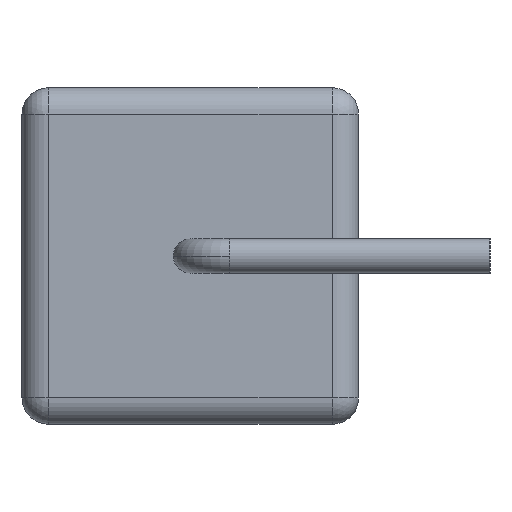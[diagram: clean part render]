
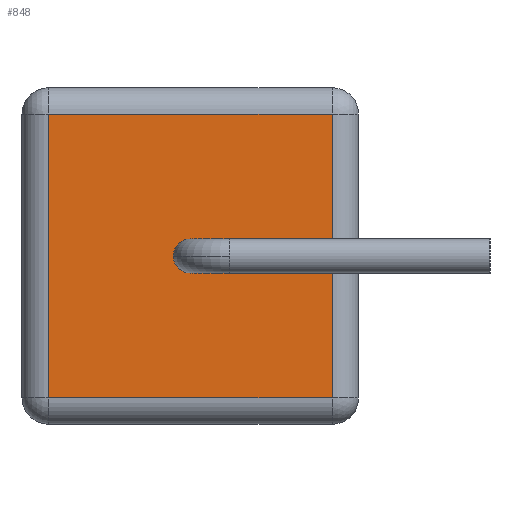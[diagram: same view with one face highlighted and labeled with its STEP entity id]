
A CAD part, left-side view. The second image highlights one B-rep face of the part: STEP entity #848.
In plain terms, the highlighted planar face has unit normal (-1, 0, 0).
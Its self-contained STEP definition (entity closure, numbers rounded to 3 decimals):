
#21 = ORIENTED_EDGE ( 'NONE', *, *, #625, .T. ) ;
#22 = DIRECTION ( 'NONE',  ( 0., -1., 0. ) ) ;
#25 = LINE ( 'NONE', #66, #206 ) ;
#53 = ORIENTED_EDGE ( 'NONE', *, *, #548, .T. ) ;
#61 = FACE_BOUND ( 'NONE', #562, .T. ) ;
#66 = CARTESIAN_POINT ( 'NONE',  ( -19., 1., 3.2 ) ) ;
#76 = DIRECTION ( 'NONE',  ( 0., 1., 0. ) ) ;
#80 = LINE ( 'NONE', #595, #430 ) ;
#129 = EDGE_CURVE ( 'NONE', #372, #531, #25, .T. ) ;
#177 = CARTESIAN_POINT ( 'NONE',  ( -19., 6.4, 2.7 ) ) ;
#186 = ORIENTED_EDGE ( 'NONE', *, *, #550, .T. ) ;
#190 = CARTESIAN_POINT ( 'NONE',  ( -19., 1., 2.7 ) ) ;
#206 = VECTOR ( 'NONE', #323, 1000. ) ;
#218 = LINE ( 'NONE', #1088, #265 ) ;
#248 = CIRCLE ( 'NONE', #924, 0.325 ) ;
#265 = VECTOR ( 'NONE', #22, 1000. ) ;
#294 = CIRCLE ( 'NONE', #994, 0.325 ) ;
#313 = DIRECTION ( 'NONE',  ( 0., 0., -1. ) ) ;
#323 = DIRECTION ( 'NONE',  ( 0., 0., 1. ) ) ;
#372 = VERTEX_POINT ( 'NONE', #946 ) ;
#394 = LINE ( 'NONE', #1014, #808 ) ;
#397 = VERTEX_POINT ( 'NONE', #418 ) ;
#418 = CARTESIAN_POINT ( 'NONE',  ( -19., 6.4, -2.7 ) ) ;
#430 = VECTOR ( 'NONE', #76, 1000. ) ;
#448 = DIRECTION ( 'NONE',  ( 1., 0., 0. ) ) ;
#466 = CARTESIAN_POINT ( 'NONE',  ( -19., 3.7, 0. ) ) ;
#471 = EDGE_CURVE ( 'NONE', #943, #862, #248, .T. ) ;
#482 = VERTEX_POINT ( 'NONE', #177 ) ;
#531 = VERTEX_POINT ( 'NONE', #190 ) ;
#536 = DIRECTION ( 'NONE',  ( 0., 0., -1. ) ) ;
#538 = PLANE ( 'NONE',  #669 ) ;
#548 = EDGE_CURVE ( 'NONE', #397, #372, #218, .T. ) ;
#550 = EDGE_CURVE ( 'NONE', #862, #943, #294, .T. ) ;
#561 = CARTESIAN_POINT ( 'NONE',  ( -19., 3.7, -0.325 ) ) ;
#562 = EDGE_LOOP ( 'NONE', ( #186, #1051 ) ) ;
#566 = DIRECTION ( 'NONE',  ( 0., 0., -1. ) ) ;
#595 = CARTESIAN_POINT ( 'NONE',  ( -19., 6.9, 2.7 ) ) ;
#623 = ORIENTED_EDGE ( 'NONE', *, *, #129, .T. ) ;
#625 = EDGE_CURVE ( 'NONE', #482, #397, #394, .T. ) ;
#646 = DIRECTION ( 'NONE',  ( 1., 0., 0. ) ) ;
#669 = AXIS2_PLACEMENT_3D ( 'NONE', #748, #1092, #566 ) ;
#723 = CARTESIAN_POINT ( 'NONE',  ( -19., 3.7, 0. ) ) ;
#727 = EDGE_LOOP ( 'NONE', ( #53, #623, #1089, #21 ) ) ;
#748 = CARTESIAN_POINT ( 'NONE',  ( -19., 6.9, 3.2 ) ) ;
#808 = VECTOR ( 'NONE', #313, 1000. ) ;
#848 = ADVANCED_FACE ( 'NONE', ( #61, #998 ), #538, .F. ) ;
#862 = VERTEX_POINT ( 'NONE', #561 ) ;
#924 = AXIS2_PLACEMENT_3D ( 'NONE', #723, #448, #536 ) ;
#943 = VERTEX_POINT ( 'NONE', #1020 ) ;
#946 = CARTESIAN_POINT ( 'NONE',  ( -19., 1., -2.7 ) ) ;
#994 = AXIS2_PLACEMENT_3D ( 'NONE', #466, #646, #1017 ) ;
#998 = FACE_OUTER_BOUND ( 'NONE', #727, .T. ) ;
#1014 = CARTESIAN_POINT ( 'NONE',  ( -19., 6.4, 3.2 ) ) ;
#1017 = DIRECTION ( 'NONE',  ( 0., 0., -1. ) ) ;
#1020 = CARTESIAN_POINT ( 'NONE',  ( -19., 3.7, 0.325 ) ) ;
#1036 = EDGE_CURVE ( 'NONE', #531, #482, #80, .T. ) ;
#1051 = ORIENTED_EDGE ( 'NONE', *, *, #471, .T. ) ;
#1088 = CARTESIAN_POINT ( 'NONE',  ( -19., 6.9, -2.7 ) ) ;
#1089 = ORIENTED_EDGE ( 'NONE', *, *, #1036, .T. ) ;
#1092 = DIRECTION ( 'NONE',  ( 1., 0., 0. ) ) ;
